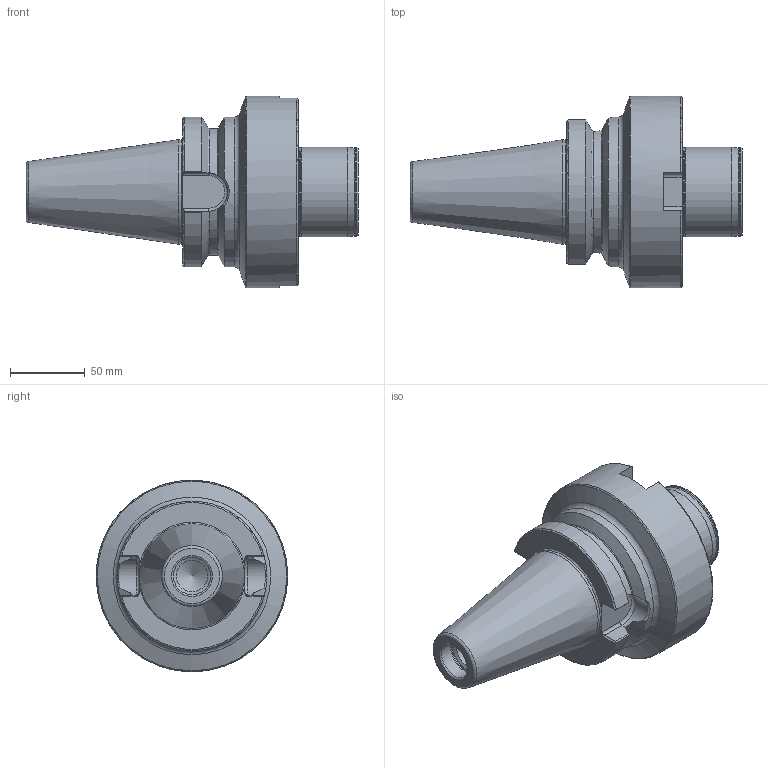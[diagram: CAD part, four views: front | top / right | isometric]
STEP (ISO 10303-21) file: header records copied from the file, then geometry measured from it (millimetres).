
FILE_DESCRIPTION (( 'STEP AP214' ), '1' );
FILE_NAME ('BT5-D60.K01.080.STEP', '2020-12-04T16:30:59', ( '' ), ( '' ), 'SwSTEP 2.0', 'SolidWorks 2017', '' );
FILE_SCHEMA (( 'AUTOMOTIVE_DESIGN' ));
Length unit declared in the file: millimetre
Products named in the file (1): BT5-D60.K01.080
Bounding box: 221.8 x 128 x 127.97 mm (x, y, z)
Volume: 1054253.9 mm3; surface area: 89981.9 mm2
Topology: 1 solids, 1 shells, 111 faces, 283 edges, 175 vertices
Faces by surface type: cylinder 34, cone 28, plane 27, torus 20, bspline 2
Full cylindrical faces by diameter (mm): 6.3 x1, 10 x2, 14 x4, 21 x1, 25 x1, 25.45 x1, 59.3 x1, 60 x2, 69.85 x1, 100 x1, 128 x1
Entity records: 3328 total; most frequent: CARTESIAN_POINT 917, DIRECTION 468, ORIENTED_EDGE 432, EDGE_CURVE 216, AXIS2_PLACEMENT_3D 200, EDGE_LOOP 162, VERTEX_POINT 158, FACE_OUTER_BOUND 137
